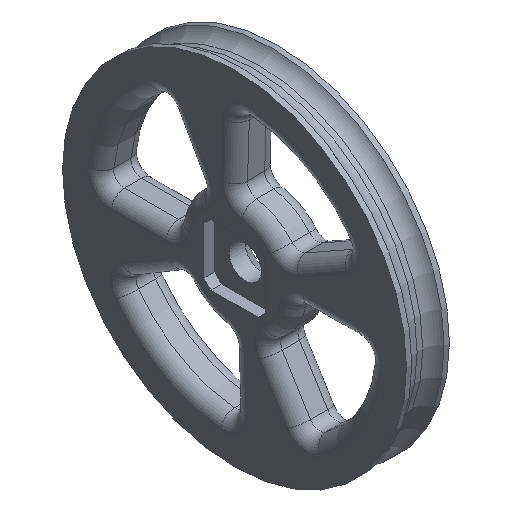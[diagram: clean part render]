
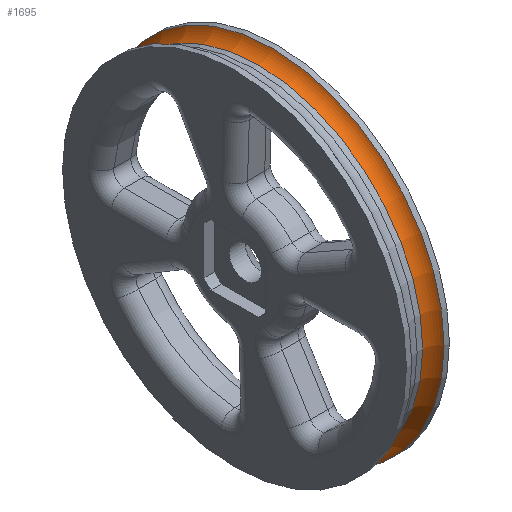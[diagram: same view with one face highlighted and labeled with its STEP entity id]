
A CAD part, isometric view. The second image highlights one B-rep face of the part: STEP entity #1695.
In plain terms, the highlighted toroidal (fillet/blend) face has major radius 16.65 mm and minor radius 1.4 mm.
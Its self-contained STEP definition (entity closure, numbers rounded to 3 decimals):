
#262=FACE_OUTER_BOUND('',#376,.T.);
#376=EDGE_LOOP('',(#1119,#1120,#1121,#1122,#1123,#1124));
#504=CIRCLE('',#1828,15.25);
#505=CIRCLE('',#1829,15.25);
#506=CIRCLE('',#1831,1.4);
#507=CIRCLE('',#1832,16.);
#508=CIRCLE('',#1833,16.);
#686=VERTEX_POINT('',#2811);
#687=VERTEX_POINT('',#2813);
#688=VERTEX_POINT('',#2817);
#689=VERTEX_POINT('',#2819);
#845=EDGE_CURVE('',#687,#686,#504,.T.);
#846=EDGE_CURVE('',#686,#687,#505,.T.);
#847=EDGE_CURVE('',#687,#688,#506,.T.);
#848=EDGE_CURVE('',#689,#688,#507,.T.);
#849=EDGE_CURVE('',#688,#689,#508,.T.);
#1119=ORIENTED_EDGE('',*,*,#845,.T.);
#1120=ORIENTED_EDGE('',*,*,#846,.T.);
#1121=ORIENTED_EDGE('',*,*,#847,.T.);
#1122=ORIENTED_EDGE('',*,*,#848,.F.);
#1123=ORIENTED_EDGE('',*,*,#849,.F.);
#1124=ORIENTED_EDGE('',*,*,#847,.F.);
#1644=TOROIDAL_SURFACE('',#1830,16.65,1.4);
#1695=ADVANCED_FACE('',(#262),#1644,.F.);
#1828=AXIS2_PLACEMENT_3D('',#2814,#2135,#2136);
#1829=AXIS2_PLACEMENT_3D('',#2815,#2137,#2138);
#1830=AXIS2_PLACEMENT_3D('',#2816,#2139,#2140);
#1831=AXIS2_PLACEMENT_3D('',#2818,#2141,#2142);
#1832=AXIS2_PLACEMENT_3D('',#2820,#2143,#2144);
#1833=AXIS2_PLACEMENT_3D('',#2821,#2145,#2146);
#2135=DIRECTION('center_axis',(1.,0.,0.));
#2136=DIRECTION('ref_axis',(0.,-1.,0.));
#2137=DIRECTION('center_axis',(1.,0.,0.));
#2138=DIRECTION('ref_axis',(0.,-1.,0.));
#2139=DIRECTION('center_axis',(1.,0.,0.));
#2140=DIRECTION('ref_axis',(0.,-1.,0.));
#2141=DIRECTION('center_axis',(0.,0.,1.));
#2142=DIRECTION('ref_axis',(0.,1.,0.));
#2143=DIRECTION('center_axis',(1.,0.,0.));
#2144=DIRECTION('ref_axis',(0.,1.,0.));
#2145=DIRECTION('center_axis',(1.,0.,0.));
#2146=DIRECTION('ref_axis',(0.,1.,0.));
#2811=CARTESIAN_POINT('',(2.26,67.74,-0.002));
#2813=CARTESIAN_POINT('',(2.26,98.24,-0.002));
#2814=CARTESIAN_POINT('Origin',(2.26,82.99,-0.002));
#2815=CARTESIAN_POINT('Origin',(2.26,82.99,-0.002));
#2816=CARTESIAN_POINT('Origin',(2.26,82.99,-0.002));
#2817=CARTESIAN_POINT('',(3.5,98.99,-0.002));
#2818=CARTESIAN_POINT('Origin',(2.26,99.64,-0.002));
#2819=CARTESIAN_POINT('',(3.5,66.99,-0.002));
#2820=CARTESIAN_POINT('Origin',(3.5,82.99,-0.002));
#2821=CARTESIAN_POINT('Origin',(3.5,82.99,-0.002));
